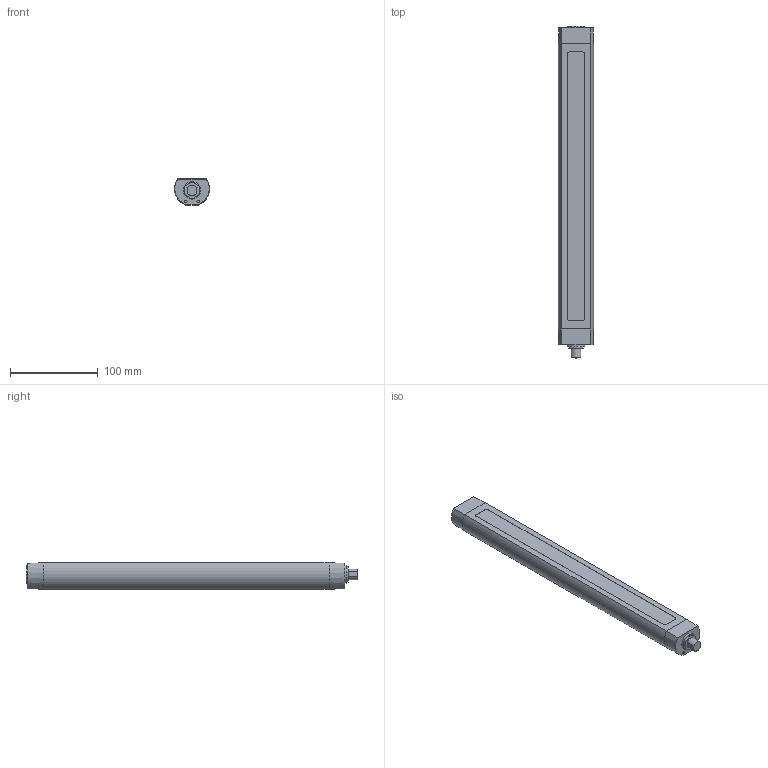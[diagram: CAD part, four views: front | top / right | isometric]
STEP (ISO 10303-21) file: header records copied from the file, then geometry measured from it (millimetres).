
FILE_DESCRIPTION(('Creo Elements/Direct Modeling STEP Export'),'2;1');
FILE_NAME('model.stp','2019-07-30T20:03:59',(''),(''),'Creo Elements/Direct Modeling STEP processor for AP214 (Solid Model)','Creo Elements/Direct Modeling 20.1A 29-Sep-2018 (C) Parametric Technology GmbH','');
FILE_SCHEMA(('AUTOMOTIVE_DESIGN { 1 0 10303 214 1 1 1 1 }'));
Length unit declared in the file: millimetre
Products named in the file (2): PLD_M_260_W_85_95_365_D40-select
Assembly tree (1 placements, depth 2):
  PLD_M_260_W_85_95_365_D40-select
    PLD_M_260_W_85_95_365_D40-select
Bounding box: 39.92 x 378 x 29.95 mm (x, y, z)
Volume: 376148.1 mm3; surface area: 46051.3 mm2
Topology: 1 solids, 1 shells, 59 faces, 136 edges, 88 vertices
Faces by surface type: plane 29, cylinder 26, cone 4
Entity records: 2163 total; most frequent: CARTESIAN_POINT 313, DIRECTION 282, ORIENTED_EDGE 272, EDGE_CURVE 136, AXIS2_PLACEMENT_3D 105, VERTEX_POINT 88, VECTOR 72, LINE 72
